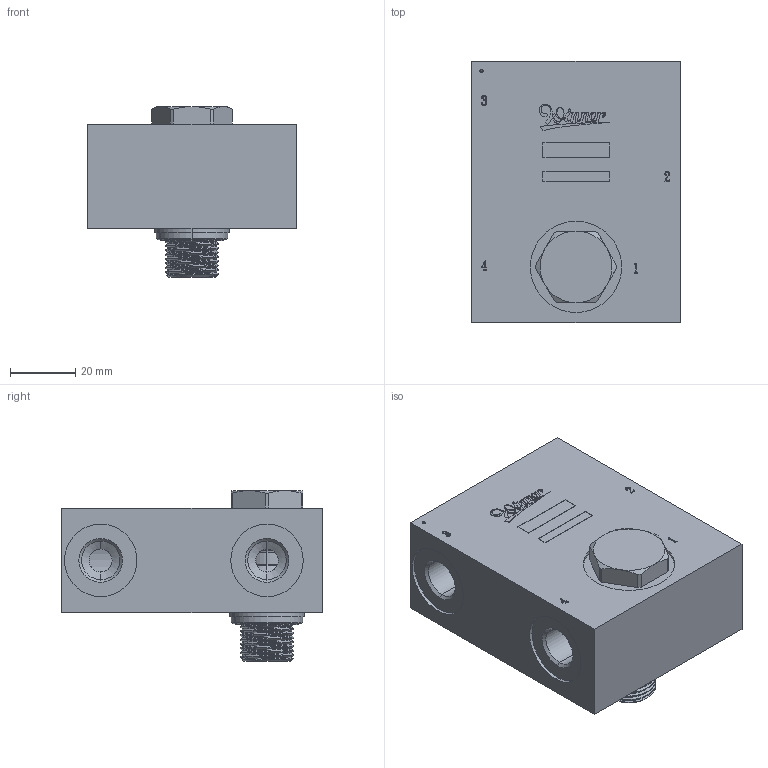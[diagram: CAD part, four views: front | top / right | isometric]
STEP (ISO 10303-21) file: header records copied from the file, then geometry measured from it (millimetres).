
FILE_DESCRIPTION (( 'STEP AP203' ), '1' );
FILE_NAME ('ML-11A3-G03A-Z05.STEP', '2026-02-25T00:22:17', ( '' ), ( '' ), 'SwSTEP 2.0', 'SolidWorks 2018', '' );
FILE_SCHEMA (( 'CONFIG_CONTROL_DESIGN' ));
Length unit declared in the file: millimetre
Products named in the file (8): 6GQ22A04001; 6GX22A52001; 6EB011A3G03A011; ML-11A3-G03A-Z05; 4KE191605A001; 7GX22A52001; 6GX22A04001; 4KAA015BA001_組合用(14.65)
Assembly tree (7 placements, depth 3):
  ML-11A3-G03A-Z05
    6EB011A3G03A011
    6GQ22A04001
      4KE191605A001
      6GX22A04001
    7GX22A52001
      4KAA015BA001_組合用(14.65)
      6GX22A52001
Bounding box: 64 x 80 x 52.4 mm (x, y, z)
Volume: 141389.3 mm3; surface area: 32818.3 mm2
Topology: 5 solids, 5 shells, 506 faces, 1355 edges, 876 vertices
Faces by surface type: cylinder 248, plane 129, bspline 72, cone 49, torus 8
Entity records: 21781 total; most frequent: CARTESIAN_POINT 8556, ORIENTED_EDGE 2702, DIRECTION 2489, EDGE_CURVE 1351, AXIS2_PLACEMENT_3D 928, VERTEX_POINT 876, LINE 633, VECTOR 633
